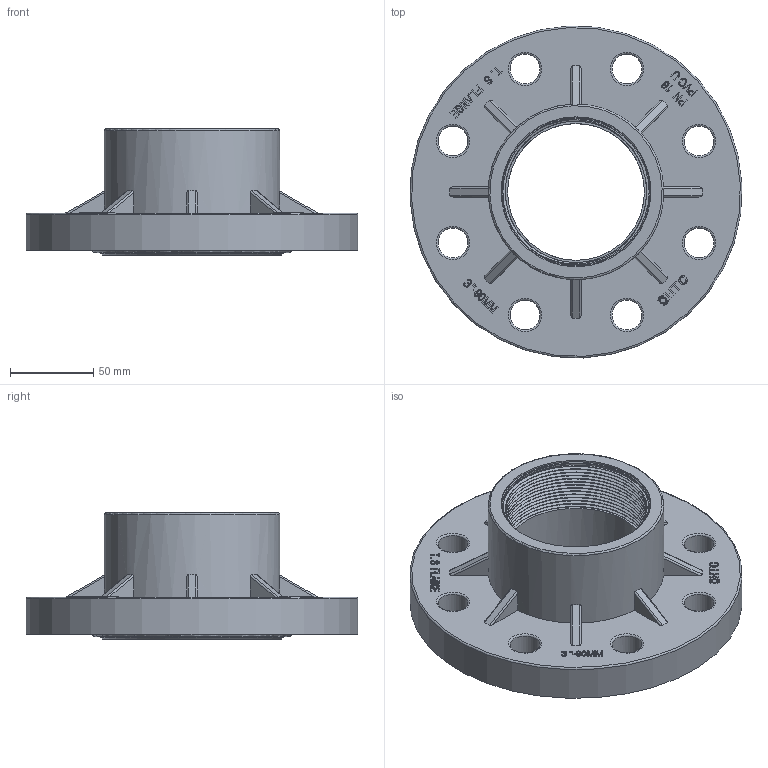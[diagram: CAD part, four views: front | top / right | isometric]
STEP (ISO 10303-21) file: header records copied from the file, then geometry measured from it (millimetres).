
FILE_DESCRIPTION(/* description */ (''),/* implementation_level */ '2;1');
FILE_NAME(/* name */ '90固定法兰新.stp',/* time_stamp */ '2025-03-13T08:16:49+08:00',/* author */ (''),/* organization */ (''),/* preprocessor_version */ 'ST-DEVELOPER v16',/* originating_system */ 'SIEMENS PLM Software NX 10.0',/* authorisation */ '');
FILE_SCHEMA (('AUTOMOTIVE_DESIGN { 1 0 10303 214 3 1 1 1 }'));
Length unit declared in the file: millimetre
Products named in the file (1): gelv1160A6EC1ceb
Bounding box: 199.41 x 199.41 x 75.7 mm (x, y, z)
Volume: 572780.1 mm3; surface area: 141109.1 mm2
Topology: 1 solids, 1 shells, 665 faces, 1766 edges, 1147 vertices
Faces by surface type: plane 307, cylinder 147, extrusion 129, torus 68, cone 12, bspline 2
Full cylindrical faces by diameter (mm): 3.108 x1, 4.144 x1, 18 x8, 82.2 x1, 85.8 x1, 87.884 x13, 90 x1, 105.5 x1, 109.8 x1, 199.6 x1
Entity records: 25490 total; most frequent: CARTESIAN_POINT 10019, ORIENTED_EDGE 3340, DIRECTION 2808, EDGE_CURVE 1670, VERTEX_POINT 1105, VECTOR 990, AXIS2_PLACEMENT_3D 909, LINE 861
